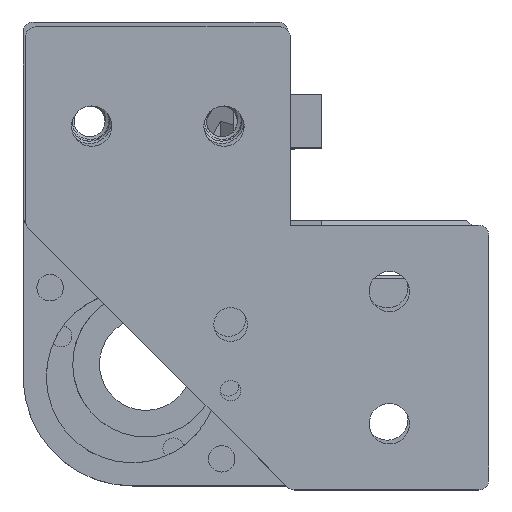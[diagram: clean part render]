
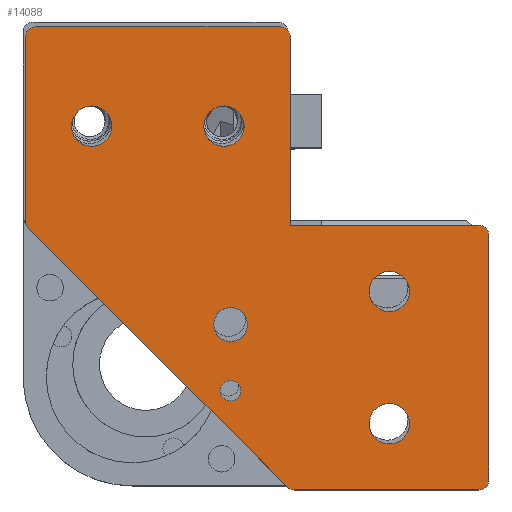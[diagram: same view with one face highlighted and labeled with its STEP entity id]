
A CAD part, top view. The second image highlights one B-rep face of the part: STEP entity #14088.
In plain terms, the highlighted face is planar.
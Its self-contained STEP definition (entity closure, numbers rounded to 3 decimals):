
#1438=FACE_BOUND('',#3011,.T.);
#1439=FACE_BOUND('',#3012,.T.);
#1440=FACE_BOUND('',#3013,.T.);
#1441=FACE_BOUND('',#3014,.T.);
#1442=FACE_BOUND('',#3015,.T.);
#1443=FACE_BOUND('',#3016,.T.);
#1599=PLANE('',#15338);
#2145=FACE_OUTER_BOUND('',#3010,.T.);
#3010=EDGE_LOOP('',(#11517,#11518,#11519,#11520,#11521,#11522,#11523,#11524,
#11525,#11526,#11527,#11528,#11529));
#3011=EDGE_LOOP('',(#11530));
#3012=EDGE_LOOP('',(#11531));
#3013=EDGE_LOOP('',(#11532));
#3014=EDGE_LOOP('',(#11533));
#3015=EDGE_LOOP('',(#11534));
#3016=EDGE_LOOP('',(#11535));
#3733=LINE('',#32800,#4373);
#3737=LINE('',#32812,#4377);
#3741=LINE('',#32824,#4381);
#3745=LINE('',#32836,#4385);
#3749=LINE('',#32848,#4389);
#3753=LINE('',#32860,#4393);
#3763=LINE('',#32906,#4403);
#4373=VECTOR('',#17825,1000.);
#4377=VECTOR('',#17837,1000.);
#4381=VECTOR('',#17849,1000.);
#4385=VECTOR('',#17861,1000.);
#4389=VECTOR('',#17873,1000.);
#4393=VECTOR('',#17885,1000.);
#4403=VECTOR('',#17939,1000.);
#5016=CIRCLE('',#15298,1.5);
#5018=CIRCLE('',#15302,1.5);
#5020=CIRCLE('',#15306,1.5);
#5022=CIRCLE('',#15310,1.5);
#5024=CIRCLE('',#15314,1.5);
#5026=CIRCLE('',#15318,1.5);
#5027=CIRCLE('',#15320,2.55);
#5029=CIRCLE('',#15323,3.05);
#5031=CIRCLE('',#15326,3.05);
#5033=CIRCLE('',#15329,3.05);
#5035=CIRCLE('',#15332,3.05);
#5037=CIRCLE('',#15335,1.55);
#6110=VERTEX_POINT('',#32797);
#6111=VERTEX_POINT('',#32799);
#6113=VERTEX_POINT('',#32805);
#6115=VERTEX_POINT('',#32811);
#6117=VERTEX_POINT('',#32817);
#6119=VERTEX_POINT('',#32823);
#6121=VERTEX_POINT('',#32829);
#6123=VERTEX_POINT('',#32835);
#6125=VERTEX_POINT('',#32841);
#6127=VERTEX_POINT('',#32847);
#6129=VERTEX_POINT('',#32853);
#6131=VERTEX_POINT('',#32859);
#6133=VERTEX_POINT('',#32865);
#6134=VERTEX_POINT('',#32869);
#6136=VERTEX_POINT('',#32875);
#6138=VERTEX_POINT('',#32881);
#6140=VERTEX_POINT('',#32887);
#6142=VERTEX_POINT('',#32893);
#6144=VERTEX_POINT('',#32899);
#7990=EDGE_CURVE('',#6111,#6110,#3733,.T.);
#7993=EDGE_CURVE('',#6111,#6113,#5016,.T.);
#7996=EDGE_CURVE('',#6113,#6115,#3737,.T.);
#7999=EDGE_CURVE('',#6115,#6117,#5018,.T.);
#8002=EDGE_CURVE('',#6117,#6119,#3741,.T.);
#8005=EDGE_CURVE('',#6119,#6121,#5020,.T.);
#8008=EDGE_CURVE('',#6121,#6123,#3745,.T.);
#8011=EDGE_CURVE('',#6123,#6125,#5022,.T.);
#8014=EDGE_CURVE('',#6125,#6127,#3749,.T.);
#8017=EDGE_CURVE('',#6127,#6129,#5024,.T.);
#8020=EDGE_CURVE('',#6129,#6131,#3753,.T.);
#8023=EDGE_CURVE('',#6131,#6133,#5026,.T.);
#8025=EDGE_CURVE('',#6134,#6134,#5027,.T.);
#8028=EDGE_CURVE('',#6136,#6136,#5029,.T.);
#8031=EDGE_CURVE('',#6138,#6138,#5031,.T.);
#8034=EDGE_CURVE('',#6140,#6140,#5033,.T.);
#8037=EDGE_CURVE('',#6142,#6142,#5035,.T.);
#8040=EDGE_CURVE('',#6144,#6144,#5037,.T.);
#8044=EDGE_CURVE('',#6110,#6133,#3763,.T.);
#11517=ORIENTED_EDGE('',*,*,#7990,.T.);
#11518=ORIENTED_EDGE('',*,*,#8044,.T.);
#11519=ORIENTED_EDGE('',*,*,#8023,.F.);
#11520=ORIENTED_EDGE('',*,*,#8020,.F.);
#11521=ORIENTED_EDGE('',*,*,#8017,.F.);
#11522=ORIENTED_EDGE('',*,*,#8014,.F.);
#11523=ORIENTED_EDGE('',*,*,#8011,.F.);
#11524=ORIENTED_EDGE('',*,*,#8008,.F.);
#11525=ORIENTED_EDGE('',*,*,#8005,.F.);
#11526=ORIENTED_EDGE('',*,*,#8002,.F.);
#11527=ORIENTED_EDGE('',*,*,#7999,.F.);
#11528=ORIENTED_EDGE('',*,*,#7996,.F.);
#11529=ORIENTED_EDGE('',*,*,#7993,.F.);
#11530=ORIENTED_EDGE('',*,*,#8040,.T.);
#11531=ORIENTED_EDGE('',*,*,#8037,.T.);
#11532=ORIENTED_EDGE('',*,*,#8034,.T.);
#11533=ORIENTED_EDGE('',*,*,#8031,.T.);
#11534=ORIENTED_EDGE('',*,*,#8028,.T.);
#11535=ORIENTED_EDGE('',*,*,#8025,.T.);
#14088=ADVANCED_FACE('',(#2145,#1438,#1439,#1440,#1441,#1442,#1443),#1599,
 .F.);
#15298=AXIS2_PLACEMENT_3D('',#32806,#17831,#17832);
#15302=AXIS2_PLACEMENT_3D('',#32818,#17843,#17844);
#15306=AXIS2_PLACEMENT_3D('',#32830,#17855,#17856);
#15310=AXIS2_PLACEMENT_3D('',#32842,#17867,#17868);
#15314=AXIS2_PLACEMENT_3D('',#32854,#17879,#17880);
#15318=AXIS2_PLACEMENT_3D('',#32866,#17891,#17892);
#15320=AXIS2_PLACEMENT_3D('',#32870,#17896,#17897);
#15323=AXIS2_PLACEMENT_3D('',#32876,#17903,#17904);
#15326=AXIS2_PLACEMENT_3D('',#32882,#17910,#17911);
#15329=AXIS2_PLACEMENT_3D('',#32888,#17917,#17918);
#15332=AXIS2_PLACEMENT_3D('',#32894,#17924,#17925);
#15335=AXIS2_PLACEMENT_3D('',#32900,#17931,#17932);
#15338=AXIS2_PLACEMENT_3D('',#32907,#17940,#17941);
#17825=DIRECTION('',(-1.,0.,0.));
#17831=DIRECTION('center_axis',(0.,0.,1.));
#17832=DIRECTION('ref_axis',(1.,0.,0.));
#17837=DIRECTION('',(0.,1.,0.));
#17843=DIRECTION('center_axis',(0.,0.,1.));
#17844=DIRECTION('ref_axis',(1.,0.,0.));
#17849=DIRECTION('',(-1.,0.,0.));
#17855=DIRECTION('center_axis',(0.,0.,1.));
#17856=DIRECTION('ref_axis',(1.,0.,0.));
#17861=DIRECTION('',(-0.707,-0.707,0.));
#17867=DIRECTION('center_axis',(0.,0.,1.));
#17868=DIRECTION('ref_axis',(1.,0.,0.));
#17873=DIRECTION('',(0.,-1.,0.));
#17879=DIRECTION('center_axis',(0.,0.,1.));
#17880=DIRECTION('ref_axis',(1.,0.,0.));
#17885=DIRECTION('',(1.,0.,0.));
#17891=DIRECTION('center_axis',(0.,0.,1.));
#17892=DIRECTION('ref_axis',(1.,0.,0.));
#17896=DIRECTION('center_axis',(0.,0.,1.));
#17897=DIRECTION('ref_axis',(1.,0.,0.));
#17903=DIRECTION('center_axis',(0.,0.,1.));
#17904=DIRECTION('ref_axis',(1.,0.,0.));
#17910=DIRECTION('center_axis',(0.,0.,1.));
#17911=DIRECTION('ref_axis',(1.,0.,0.));
#17917=DIRECTION('center_axis',(0.,0.,1.));
#17918=DIRECTION('ref_axis',(1.,0.,0.));
#17924=DIRECTION('center_axis',(0.,0.,1.));
#17925=DIRECTION('ref_axis',(1.,0.,0.));
#17931=DIRECTION('center_axis',(0.,0.,1.));
#17932=DIRECTION('ref_axis',(1.,0.,0.));
#17939=DIRECTION('',(0.,-1.,0.));
#17940=DIRECTION('center_axis',(0.,0.,1.));
#17941=DIRECTION('ref_axis',(1.,0.,0.));
#32797=CARTESIAN_POINT('',(-190.63,-64.163,-3.));
#32799=CARTESIAN_POINT('',(-162.13,-64.163,-3.));
#32800=CARTESIAN_POINT('',(-176.38,-64.163,-3.));
#32805=CARTESIAN_POINT('',(-160.63,-62.663,-3.));
#32806=CARTESIAN_POINT('Origin',(-162.13,-62.663,-3.));
#32811=CARTESIAN_POINT('',(-160.63,-25.663,-3.));
#32812=CARTESIAN_POINT('',(-160.63,-44.163,-3.));
#32817=CARTESIAN_POINT('',(-162.13,-24.163,-3.));
#32818=CARTESIAN_POINT('Origin',(-162.13,-25.663,-3.));
#32823=CARTESIAN_POINT('',(-190.009,-24.163,-3.));
#32824=CARTESIAN_POINT('',(-176.069,-24.163,-3.));
#32829=CARTESIAN_POINT('',(-191.069,-24.602,-3.));
#32830=CARTESIAN_POINT('Origin',(-190.009,-25.663,-3.));
#32835=CARTESIAN_POINT('',(-230.191,-63.724,-3.));
#32836=CARTESIAN_POINT('',(-210.63,-44.163,-3.));
#32841=CARTESIAN_POINT('',(-230.63,-64.784,-3.));
#32842=CARTESIAN_POINT('Origin',(-229.13,-64.784,-3.));
#32847=CARTESIAN_POINT('',(-230.63,-92.663,-3.));
#32848=CARTESIAN_POINT('',(-230.63,-78.724,-3.));
#32853=CARTESIAN_POINT('',(-229.13,-94.163,-3.));
#32854=CARTESIAN_POINT('Origin',(-229.13,-92.663,-3.));
#32859=CARTESIAN_POINT('',(-192.13,-94.163,-3.));
#32860=CARTESIAN_POINT('',(-210.63,-94.163,-3.));
#32865=CARTESIAN_POINT('',(-190.63,-92.663,-3.));
#32866=CARTESIAN_POINT('Origin',(-192.13,-92.663,-3.));
#32869=CARTESIAN_POINT('',(-197.08,-49.163,-3.));
#32870=CARTESIAN_POINT('Origin',(-199.63,-49.163,-3.));
#32875=CARTESIAN_POINT('',(-172.58,-54.163,-3.));
#32876=CARTESIAN_POINT('Origin',(-175.63,-54.163,-3.));
#32881=CARTESIAN_POINT('',(-172.58,-34.163,-3.));
#32882=CARTESIAN_POINT('Origin',(-175.63,-34.163,-3.));
#32887=CARTESIAN_POINT('',(-197.58,-79.163,-3.));
#32888=CARTESIAN_POINT('Origin',(-200.63,-79.163,-3.));
#32893=CARTESIAN_POINT('',(-217.58,-79.163,-3.));
#32894=CARTESIAN_POINT('Origin',(-220.63,-79.163,-3.));
#32899=CARTESIAN_POINT('',(-198.08,-39.163,-3.));
#32900=CARTESIAN_POINT('Origin',(-199.63,-39.163,-3.));
#32906=CARTESIAN_POINT('',(-190.63,-78.413,-3.));
#32907=CARTESIAN_POINT('Origin',(-195.63,-59.163,-3.));
